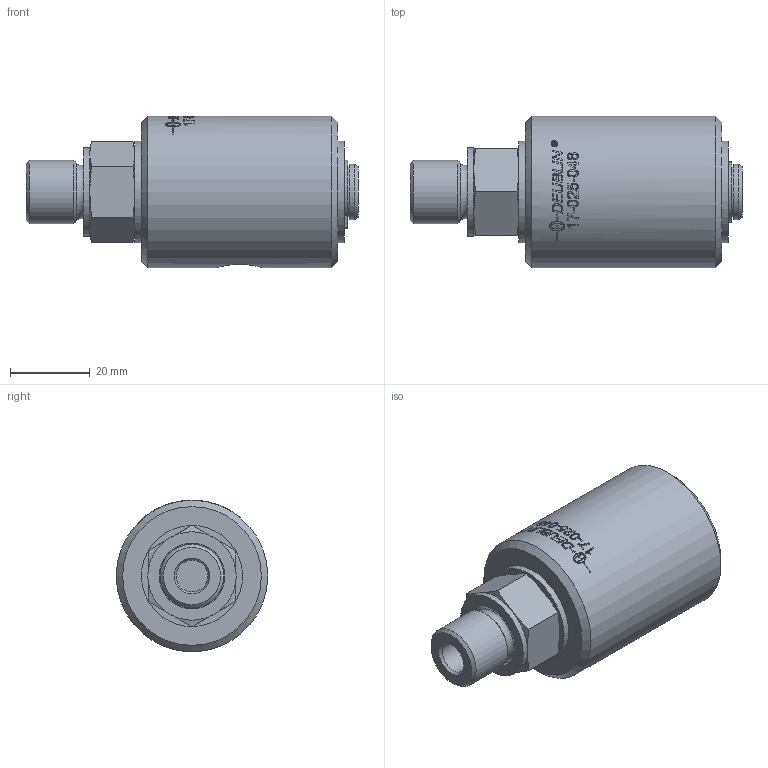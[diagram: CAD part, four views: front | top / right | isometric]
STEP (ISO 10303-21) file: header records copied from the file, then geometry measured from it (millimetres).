
FILE_DESCRIPTION(/* description */ (''),/* implementation_level */ '2;1');
FILE_NAME(/* name */ '17-025-046-IC.stp',/* time_stamp */ '2020-05-21T11:30:49-05:00',/* author */ ('GALINDOLM'),/* organization */ (''),/* preprocessor_version */ 'ST-DEVELOPER v18',/* originating_system */ 'Autodesk Inventor 2020',/* authorisation */ '');
FILE_SCHEMA (('AUTOMOTIVE_DESIGN { 1 0 10303 214 3 1 1 }'));
Length unit declared in the file: millimetre
Products named in the file (1): 17-025-046-IC
Bounding box: 83.3 x 38 x 38 mm (x, y, z)
Volume: 62485.9 mm3; surface area: 12278.4 mm2
Topology: 1 solids, 2 shells, 401 faces, 1064 edges, 710 vertices
Faces by surface type: plane 222, bspline 105, cylinder 62, cone 11, torus 1
Full cylindrical faces by diameter (mm): 1.194 x2, 8 x1, 12.7 x1, 13.7 x1, 13.995 x2, 14.25 x2, 16 x1, 16.5 x1, 22.2 x1, 25.4 x2, 38 x1
Entity records: 15693 total; most frequent: CARTESIAN_POINT 5909, ORIENTED_EDGE 2128, DIRECTION 1837, EDGE_CURVE 1064, AXIS2_PLACEMENT_3D 713, VERTEX_POINT 710, EDGE_LOOP 446, LINE 411
